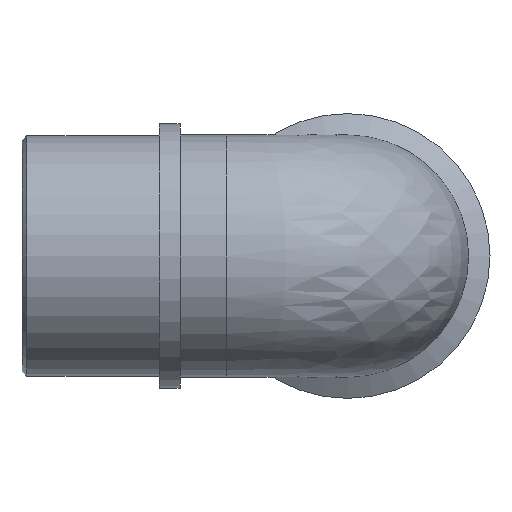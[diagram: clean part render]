
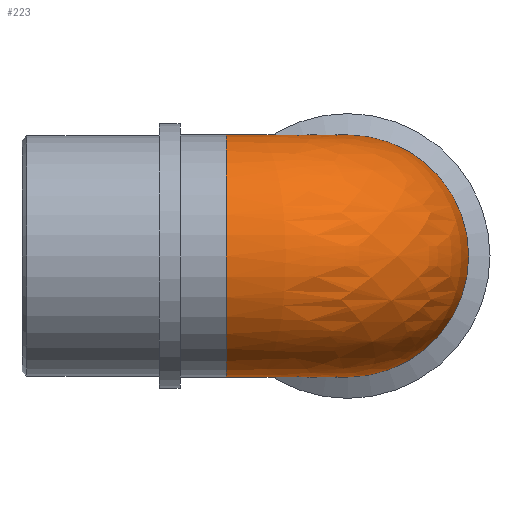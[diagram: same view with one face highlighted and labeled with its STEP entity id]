
A CAD part, left-side view. The second image highlights one B-rep face of the part: STEP entity #223.
In plain terms, the highlighted free-form (B-spline) face has degree [2, 2] with [9, 3] control points.
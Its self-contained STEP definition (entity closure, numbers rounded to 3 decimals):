
#34=(
BOUNDED_SURFACE()
B_SPLINE_SURFACE(2,2,((#376,#377,#378),(#379,#380,#381),(#382,#383,#384),
(#385,#386,#387),(#388,#389,#390),(#391,#392,#393),(#394,#395,#396),(#397,
#398,#399),(#400,#401,#402)),.UNSPECIFIED.,.T.,.F.,.F.)
B_SPLINE_SURFACE_WITH_KNOTS((3,2,2,2,3),(3,3),(-3.142,-1.571,
0.,1.571,3.142),(-3.142,-1.571),
 .UNSPECIFIED.)
GEOMETRIC_REPRESENTATION_ITEM()
RATIONAL_B_SPLINE_SURFACE(((1.,0.707,1.),(0.707,
0.5,0.707),(1.,0.707,1.),(0.707,0.5,
0.707),(1.,0.707,1.),(0.707,0.5,0.707),
(1.,0.707,1.),(0.707,0.5,0.707),(1.,
0.707,1.)))
REPRESENTATION_ITEM('')
SURFACE()
);
#56=FACE_OUTER_BOUND('',#78,.T.);
#78=EDGE_LOOP('',(#181,#182));
#119=CIRCLE('',#248,16.736);
#120=CIRCLE('',#249,16.736);
#140=VERTEX_POINT('',#403);
#160=EDGE_CURVE('',#140,#140,#119,.T.);
#161=EDGE_CURVE('',#140,#140,#120,.T.);
#181=ORIENTED_EDGE('',*,*,#160,.T.);
#182=ORIENTED_EDGE('',*,*,#161,.F.);
#223=ADVANCED_FACE('',(#56),#34,.F.);
#248=AXIS2_PLACEMENT_3D('',#404,#294,#295);
#249=AXIS2_PLACEMENT_3D('',#405,#296,#297);
#294=DIRECTION('center_axis',(0.,-1.,0.));
#295=DIRECTION('ref_axis',(-1.,0.,0.));
#296=DIRECTION('center_axis',(1.,0.,0.));
#297=DIRECTION('ref_axis',(0.,-1.,0.));
#376=CARTESIAN_POINT('Ctrl Pts',(16.736,16.736,0.));
#377=CARTESIAN_POINT('Ctrl Pts',(16.736,16.736,0.));
#378=CARTESIAN_POINT('Ctrl Pts',(16.736,16.736,0.));
#379=CARTESIAN_POINT('Ctrl Pts',(16.736,16.736,-16.736));
#380=CARTESIAN_POINT('Ctrl Pts',(16.736,16.736,-16.736));
#381=CARTESIAN_POINT('Ctrl Pts',(16.736,16.736,-16.736));
#382=CARTESIAN_POINT('Ctrl Pts',(0.,16.736,-16.736));
#383=CARTESIAN_POINT('Ctrl Pts',(0.,0.,
-16.736));
#384=CARTESIAN_POINT('Ctrl Pts',(16.736,0.,-16.736));
#385=CARTESIAN_POINT('Ctrl Pts',(-16.736,16.736,-16.736));
#386=CARTESIAN_POINT('Ctrl Pts',(-16.736,-16.736,-16.736));
#387=CARTESIAN_POINT('Ctrl Pts',(16.736,-16.736,-16.736));
#388=CARTESIAN_POINT('Ctrl Pts',(-16.736,16.736,0.));
#389=CARTESIAN_POINT('Ctrl Pts',(-16.736,-16.736,0.));
#390=CARTESIAN_POINT('Ctrl Pts',(16.736,-16.736,0.));
#391=CARTESIAN_POINT('Ctrl Pts',(-16.736,16.736,16.736));
#392=CARTESIAN_POINT('Ctrl Pts',(-16.736,-16.736,16.736));
#393=CARTESIAN_POINT('Ctrl Pts',(16.736,-16.736,16.736));
#394=CARTESIAN_POINT('Ctrl Pts',(0.,16.736,16.736));
#395=CARTESIAN_POINT('Ctrl Pts',(0.,0.,
16.736));
#396=CARTESIAN_POINT('Ctrl Pts',(16.736,0.,16.736));
#397=CARTESIAN_POINT('Ctrl Pts',(16.736,16.736,16.736));
#398=CARTESIAN_POINT('Ctrl Pts',(16.736,16.736,16.736));
#399=CARTESIAN_POINT('Ctrl Pts',(16.736,16.736,16.736));
#400=CARTESIAN_POINT('Ctrl Pts',(16.736,16.736,0.));
#401=CARTESIAN_POINT('Ctrl Pts',(16.736,16.736,0.));
#402=CARTESIAN_POINT('Ctrl Pts',(16.736,16.736,0.));
#403=CARTESIAN_POINT('',(16.736,16.736,0.));
#404=CARTESIAN_POINT('Origin',(0.,16.736,0.));
#405=CARTESIAN_POINT('Origin',(16.736,0.,0.));
